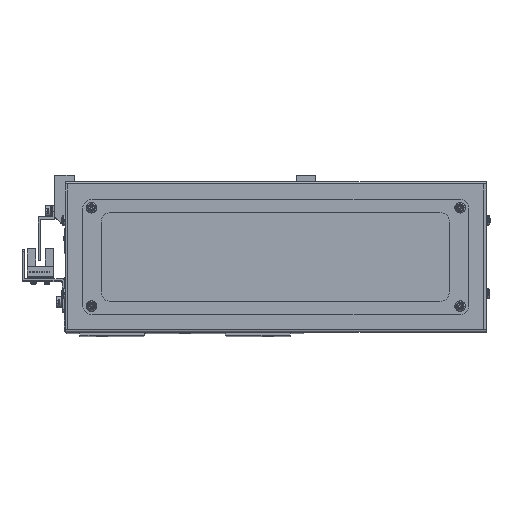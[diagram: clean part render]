
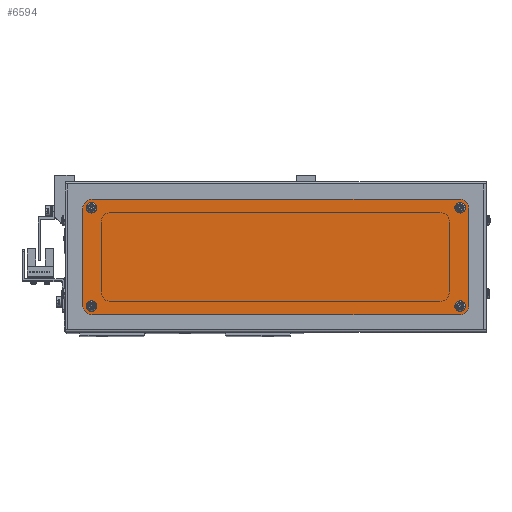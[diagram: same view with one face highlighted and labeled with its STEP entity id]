
A CAD part, top view. The second image highlights one B-rep face of the part: STEP entity #6594.
In plain terms, the highlighted planar face has unit normal (0, 0, 1).
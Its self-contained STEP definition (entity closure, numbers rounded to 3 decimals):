
#474 = DIRECTION ( 'NONE',  ( 0., 0., 1. ) ) ;
#589 = CARTESIAN_POINT ( 'NONE',  ( -97.2, 25.5, 2. ) ) ;
#759 = DIRECTION ( 'NONE',  ( 0., 0., 1. ) ) ;
#2820 = DIRECTION ( 'NONE',  ( 0., 0., 1. ) ) ;
#3424 = LINE ( 'NONE', #27386, #47075 ) ;
#3460 = AXIS2_PLACEMENT_3D ( 'NONE', #44241, #10128, #49948 ) ;
#4112 = CARTESIAN_POINT ( 'NONE',  ( 100., 25., 2. ) ) ;
#4227 = CARTESIAN_POINT ( 'NONE',  ( 95.5, 25.5, 2. ) ) ;
#4944 = DIRECTION ( 'NONE',  ( 1., 0., 0. ) ) ;
#5377 = CIRCLE ( 'NONE', #42085, 1.7 ) ;
#6399 = PLANE ( 'NONE',  #39564 ) ;
#6594 = ADVANCED_FACE ( 'NONE', ( #6728, #38832, #35263, #50410, #20105 ), #6399, .T. ) ;
#6728 = FACE_BOUND ( 'NONE', #61584, .T. ) ;
#7383 = DIRECTION ( 'NONE',  ( 0., 0., 1. ) ) ;
#7408 = ORIENTED_EDGE ( 'NONE', *, *, #27228, .F. ) ;
#8068 = ORIENTED_EDGE ( 'NONE', *, *, #52339, .T. ) ;
#8622 = VERTEX_POINT ( 'NONE', #64049 ) ;
#8808 = AXIS2_PLACEMENT_3D ( 'NONE', #41505, #7383, #47235 ) ;
#9011 = EDGE_CURVE ( 'NONE', #65013, #37400, #5377, .T. ) ;
#9053 = ORIENTED_EDGE ( 'NONE', *, *, #63489, .F. ) ;
#9336 = LINE ( 'NONE', #66694, #68163 ) ;
#9831 = CARTESIAN_POINT ( 'NONE',  ( 93.8, -25.5, 2. ) ) ;
#9923 = VERTEX_POINT ( 'NONE', #47161 ) ;
#9958 = DIRECTION ( 'NONE',  ( 1., 0., 0. ) ) ;
#10128 = DIRECTION ( 'NONE',  ( 0., 0., 1. ) ) ;
#10271 = CARTESIAN_POINT ( 'NONE',  ( -95.5, -25.5, 2. ) ) ;
#12364 = DIRECTION ( 'NONE',  ( 0., 0., 1. ) ) ;
#12611 = ORIENTED_EDGE ( 'NONE', *, *, #32313, .T. ) ;
#13556 = VERTEX_POINT ( 'NONE', #589 ) ;
#13897 = EDGE_CURVE ( 'NONE', #8622, #68199, #40009, .T. ) ;
#14021 = CARTESIAN_POINT ( 'NONE',  ( -95., 30., 2. ) ) ;
#14595 = ORIENTED_EDGE ( 'NONE', *, *, #61594, .T. ) ;
#14664 = CIRCLE ( 'NONE', #69281, 1.7 ) ;
#14733 = VERTEX_POINT ( 'NONE', #59622 ) ;
#15106 = VERTEX_POINT ( 'NONE', #63596 ) ;
#15367 = CIRCLE ( 'NONE', #19187, 1.7 ) ;
#15818 = CARTESIAN_POINT ( 'NONE',  ( 95., -25., 2. ) ) ;
#15973 = DIRECTION ( 'NONE',  ( 1., 0., 0. ) ) ;
#16092 = CIRCLE ( 'NONE', #26562, 5. ) ;
#16327 = CARTESIAN_POINT ( 'NONE',  ( 95., -30., 2. ) ) ;
#16708 = EDGE_CURVE ( 'NONE', #64540, #14733, #9336, .T. ) ;
#18048 = DIRECTION ( 'NONE',  ( 0., 0., 1. ) ) ;
#19187 = AXIS2_PLACEMENT_3D ( 'NONE', #36931, #2820, #42668 ) ;
#19609 = AXIS2_PLACEMENT_3D ( 'NONE', #20229, #60094, #25941 ) ;
#19939 = CARTESIAN_POINT ( 'NONE',  ( -97.2, -25.5, 2. ) ) ;
#20103 = CIRCLE ( 'NONE', #22437, 5. ) ;
#20105 = FACE_BOUND ( 'NONE', #53632, .T. ) ;
#20229 = CARTESIAN_POINT ( 'NONE',  ( 95., 25., 2. ) ) ;
#21023 = EDGE_CURVE ( 'NONE', #13556, #36585, #45920, .T. ) ;
#21503 = CIRCLE ( 'NONE', #3460, 5. ) ;
#21517 = DIRECTION ( 'NONE',  ( 1., 0., 0. ) ) ;
#21816 = CIRCLE ( 'NONE', #45055, 1.7 ) ;
#22018 = DIRECTION ( 'NONE',  ( 1., 0., 0. ) ) ;
#22261 = ORIENTED_EDGE ( 'NONE', *, *, #57326, .T. ) ;
#22437 = AXIS2_PLACEMENT_3D ( 'NONE', #15818, #55653, #21517 ) ;
#22572 = ORIENTED_EDGE ( 'NONE', *, *, #52457, .F. ) ;
#25579 = AXIS2_PLACEMENT_3D ( 'NONE', #34833, #759, #40573 ) ;
#25941 = DIRECTION ( 'NONE',  ( 1., 0., 0. ) ) ;
#26085 = EDGE_LOOP ( 'NONE', ( #12611, #61996, #30005, #22261, #8068, #14595, #29359, #67049 ) ) ;
#26365 = ORIENTED_EDGE ( 'NONE', *, *, #21023, .F. ) ;
#26562 = AXIS2_PLACEMENT_3D ( 'NONE', #52150, #18048, #57848 ) ;
#26667 = CARTESIAN_POINT ( 'NONE',  ( -100., 25., 2. ) ) ;
#27017 = CARTESIAN_POINT ( 'NONE',  ( -93.8, -25.5, 2. ) ) ;
#27228 = EDGE_CURVE ( 'NONE', #9923, #28593, #15367, .T. ) ;
#27386 = CARTESIAN_POINT ( 'NONE',  ( 100., 25., 2. ) ) ;
#28581 = DIRECTION ( 'NONE',  ( 0., 0., 1. ) ) ;
#28593 = VERTEX_POINT ( 'NONE', #9831 ) ;
#29189 = EDGE_LOOP ( 'NONE', ( #26365, #37471 ) ) ;
#29359 = ORIENTED_EDGE ( 'NONE', *, *, #45469, .T. ) ;
#29892 = EDGE_CURVE ( 'NONE', #68199, #8622, #52533, .T. ) ;
#30005 = ORIENTED_EDGE ( 'NONE', *, *, #51890, .T. ) ;
#32313 = EDGE_CURVE ( 'NONE', #14733, #54799, #16092, .T. ) ;
#33111 = AXIS2_PLACEMENT_3D ( 'NONE', #34543, #474, #40258 ) ;
#33544 = VERTEX_POINT ( 'NONE', #58679 ) ;
#33858 = ORIENTED_EDGE ( 'NONE', *, *, #9011, .F. ) ;
#34017 = ORIENTED_EDGE ( 'NONE', *, *, #13897, .F. ) ;
#34511 = ORIENTED_EDGE ( 'NONE', *, *, #29892, .F. ) ;
#34543 = CARTESIAN_POINT ( 'NONE',  ( -95.5, 25.5, 2. ) ) ;
#34560 = CIRCLE ( 'NONE', #25579, 1.7 ) ;
#34833 = CARTESIAN_POINT ( 'NONE',  ( -95.5, 25.5, 2. ) ) ;
#34954 = EDGE_CURVE ( 'NONE', #54799, #57245, #43330, .T. ) ;
#35263 = FACE_OUTER_BOUND ( 'NONE', #26085, .T. ) ;
#36585 = VERTEX_POINT ( 'NONE', #50454 ) ;
#36931 = CARTESIAN_POINT ( 'NONE',  ( 95.5, -25.5, 2. ) ) ;
#37400 = VERTEX_POINT ( 'NONE', #27017 ) ;
#37471 = ORIENTED_EDGE ( 'NONE', *, *, #57521, .F. ) ;
#38754 = CIRCLE ( 'NONE', #19609, 5. ) ;
#38832 = FACE_BOUND ( 'NONE', #55116, .T. ) ;
#39047 = DIRECTION ( 'NONE',  ( 0., 0., 1. ) ) ;
#39564 = AXIS2_PLACEMENT_3D ( 'NONE', #46515, #12364, #52239 ) ;
#40009 = CIRCLE ( 'NONE', #57574, 1.7 ) ;
#40258 = DIRECTION ( 'NONE',  ( 1., 0., 0. ) ) ;
#40573 = DIRECTION ( 'NONE',  ( 1., 0., 0. ) ) ;
#40868 = CARTESIAN_POINT ( 'NONE',  ( 95., 30., 2. ) ) ;
#41505 = CARTESIAN_POINT ( 'NONE',  ( 95.5, 25.5, 2. ) ) ;
#42085 = AXIS2_PLACEMENT_3D ( 'NONE', #73206, #39047, #4944 ) ;
#42668 = DIRECTION ( 'NONE',  ( 1., 0., 0. ) ) ;
#43330 = LINE ( 'NONE', #16327, #71856 ) ;
#44086 = DIRECTION ( 'NONE',  ( 0., 0., 1. ) ) ;
#44241 = CARTESIAN_POINT ( 'NONE',  ( -95., 25., 2. ) ) ;
#45055 = AXIS2_PLACEMENT_3D ( 'NONE', #62725, #28581, #68447 ) ;
#45280 = VECTOR ( 'NONE', #54121, 1000. ) ;
#45469 = EDGE_CURVE ( 'NONE', #33544, #64540, #21503, .T. ) ;
#45920 = CIRCLE ( 'NONE', #33111, 1.7 ) ;
#46515 = CARTESIAN_POINT ( 'NONE',  ( -95., -25., 2. ) ) ;
#47075 = VECTOR ( 'NONE', #67255, 1000. ) ;
#47161 = CARTESIAN_POINT ( 'NONE',  ( 97.2, -25.5, 2. ) ) ;
#47235 = DIRECTION ( 'NONE',  ( 1., 0., 0. ) ) ;
#49309 = CARTESIAN_POINT ( 'NONE',  ( 97.2, 25.5, 2. ) ) ;
#49948 = DIRECTION ( 'NONE',  ( 1., 0., 0. ) ) ;
#50099 = DIRECTION ( 'NONE',  ( 0., 0., 1. ) ) ;
#50410 = FACE_BOUND ( 'NONE', #29189, .T. ) ;
#50454 = CARTESIAN_POINT ( 'NONE',  ( -93.8, 25.5, 2. ) ) ;
#51890 = EDGE_CURVE ( 'NONE', #57245, #15106, #20103, .T. ) ;
#52150 = CARTESIAN_POINT ( 'NONE',  ( -95., -25., 2. ) ) ;
#52239 = DIRECTION ( 'NONE',  ( 1., 0., 0. ) ) ;
#52339 = EDGE_CURVE ( 'NONE', #53818, #62096, #38754, .T. ) ;
#52457 = EDGE_CURVE ( 'NONE', #37400, #65013, #14664, .T. ) ;
#52533 = CIRCLE ( 'NONE', #8808, 1.7 ) ;
#53632 = EDGE_LOOP ( 'NONE', ( #33858, #22572 ) ) ;
#53818 = VERTEX_POINT ( 'NONE', #4112 ) ;
#54121 = DIRECTION ( 'NONE',  ( -1., 0., 0. ) ) ;
#54799 = VERTEX_POINT ( 'NONE', #65250 ) ;
#55116 = EDGE_LOOP ( 'NONE', ( #34017, #34511 ) ) ;
#55653 = DIRECTION ( 'NONE',  ( 0., 0., 1. ) ) ;
#57245 = VERTEX_POINT ( 'NONE', #60790 ) ;
#57326 = EDGE_CURVE ( 'NONE', #15106, #53818, #3424, .T. ) ;
#57521 = EDGE_CURVE ( 'NONE', #36585, #13556, #34560, .T. ) ;
#57574 = AXIS2_PLACEMENT_3D ( 'NONE', #4227, #44086, #9958 ) ;
#57848 = DIRECTION ( 'NONE',  ( 1., 0., 0. ) ) ;
#58679 = CARTESIAN_POINT ( 'NONE',  ( -95., 30., 2. ) ) ;
#59622 = CARTESIAN_POINT ( 'NONE',  ( -100., -25., 2. ) ) ;
#60094 = DIRECTION ( 'NONE',  ( 0., 0., 1. ) ) ;
#60428 = LINE ( 'NONE', #14021, #45280 ) ;
#60790 = CARTESIAN_POINT ( 'NONE',  ( 95., -30., 2. ) ) ;
#61234 = DIRECTION ( 'NONE',  ( 0., -1., 0. ) ) ;
#61584 = EDGE_LOOP ( 'NONE', ( #9053, #7408 ) ) ;
#61594 = EDGE_CURVE ( 'NONE', #62096, #33544, #60428, .T. ) ;
#61996 = ORIENTED_EDGE ( 'NONE', *, *, #34954, .T. ) ;
#62096 = VERTEX_POINT ( 'NONE', #40868 ) ;
#62725 = CARTESIAN_POINT ( 'NONE',  ( 95.5, -25.5, 2. ) ) ;
#63489 = EDGE_CURVE ( 'NONE', #28593, #9923, #21816, .T. ) ;
#63596 = CARTESIAN_POINT ( 'NONE',  ( 100., -25., 2. ) ) ;
#64049 = CARTESIAN_POINT ( 'NONE',  ( 93.8, 25.5, 2. ) ) ;
#64540 = VERTEX_POINT ( 'NONE', #26667 ) ;
#65013 = VERTEX_POINT ( 'NONE', #19939 ) ;
#65250 = CARTESIAN_POINT ( 'NONE',  ( -95., -30., 2. ) ) ;
#66694 = CARTESIAN_POINT ( 'NONE',  ( -100., -25., 2. ) ) ;
#67049 = ORIENTED_EDGE ( 'NONE', *, *, #16708, .T. ) ;
#67255 = DIRECTION ( 'NONE',  ( 0., 1., 0. ) ) ;
#68163 = VECTOR ( 'NONE', #61234, 1000. ) ;
#68199 = VERTEX_POINT ( 'NONE', #49309 ) ;
#68447 = DIRECTION ( 'NONE',  ( 1., 0., 0. ) ) ;
#69281 = AXIS2_PLACEMENT_3D ( 'NONE', #10271, #50099, #15973 ) ;
#71856 = VECTOR ( 'NONE', #22018, 1000. ) ;
#73206 = CARTESIAN_POINT ( 'NONE',  ( -95.5, -25.5, 2. ) ) ;
